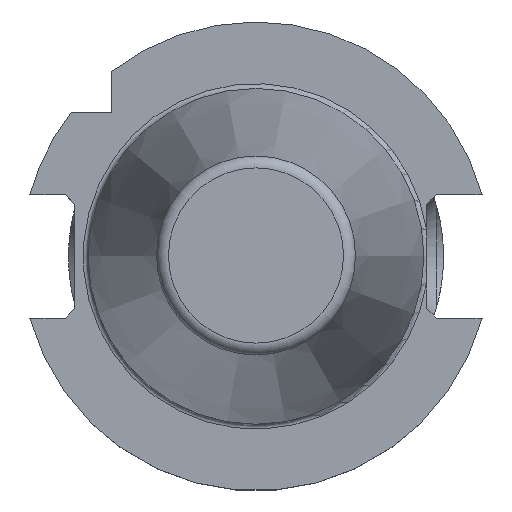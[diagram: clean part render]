
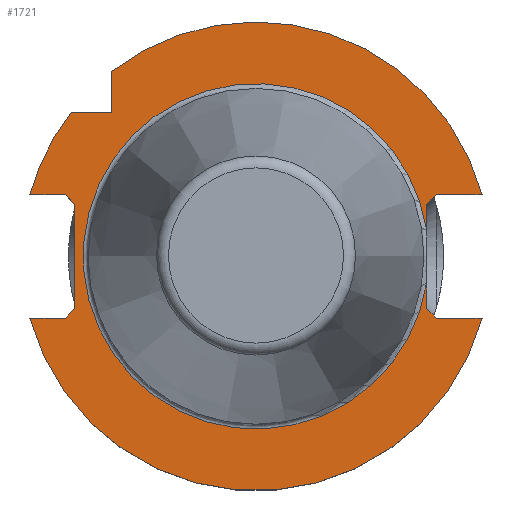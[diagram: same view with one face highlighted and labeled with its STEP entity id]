
A CAD part, top view. The second image highlights one B-rep face of the part: STEP entity #1721.
In plain terms, the highlighted planar face has unit normal (0, 0, 1).
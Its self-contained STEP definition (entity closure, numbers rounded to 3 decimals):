
#99=LINE('',#2944,#199);
#102=LINE('',#2952,#202);
#104=LINE('',#2966,#204);
#107=LINE('',#2983,#207);
#108=LINE('',#2984,#208);
#110=LINE('',#2988,#210);
#113=LINE('',#2994,#213);
#116=LINE('',#3011,#216);
#118=LINE('',#3015,#218);
#123=LINE('',#3098,#223);
#124=LINE('',#3106,#224);
#126=LINE('',#3110,#226);
#129=LINE('',#3118,#229);
#199=VECTOR('',#2281,1000.);
#202=VECTOR('',#2290,1000.);
#204=VECTOR('',#2294,1000.);
#207=VECTOR('',#2305,1000.);
#208=VECTOR('',#2306,1000.);
#210=VECTOR('',#2310,1000.);
#213=VECTOR('',#2315,1000.);
#216=VECTOR('',#2324,1000.);
#218=VECTOR('',#2328,1000.);
#223=VECTOR('',#2353,1000.);
#224=VECTOR('',#2364,1000.);
#226=VECTOR('',#2368,1000.);
#229=VECTOR('',#2377,1000.);
#298=PLANE('',#1916);
#372=CIRCLE('',#1884,48.75);
#373=CIRCLE('',#1888,35.925);
#375=CIRCLE('',#1894,48.75);
#382=CIRCLE('',#1914,48.75);
#851=ORIENTED_EDGE('',*,*,#1138,.F.);
#852=ORIENTED_EDGE('',*,*,#1137,.F.);
#853=ORIENTED_EDGE('',*,*,#1134,.T.);
#854=ORIENTED_EDGE('',*,*,#1132,.T.);
#855=ORIENTED_EDGE('',*,*,#1129,.T.);
#856=ORIENTED_EDGE('',*,*,#1110,.T.);
#857=ORIENTED_EDGE('',*,*,#1108,.T.);
#858=ORIENTED_EDGE('',*,*,#1106,.F.);
#859=ORIENTED_EDGE('',*,*,#1102,.T.);
#860=ORIENTED_EDGE('',*,*,#1099,.T.);
#861=ORIENTED_EDGE('',*,*,#1097,.T.);
#862=ORIENTED_EDGE('',*,*,#1094,.T.);
#863=ORIENTED_EDGE('',*,*,#1096,.T.);
#864=ORIENTED_EDGE('',*,*,#1090,.T.);
#865=ORIENTED_EDGE('',*,*,#1086,.T.);
#866=ORIENTED_EDGE('',*,*,#1084,.F.);
#867=ORIENTED_EDGE('',*,*,#1082,.F.);
#1082=EDGE_CURVE('',#1273,#1274,#99,.T.);
#1084=EDGE_CURVE('',#1274,#1275,#372,.T.);
#1086=EDGE_CURVE('',#1276,#1275,#102,.T.);
#1090=EDGE_CURVE('',#1279,#1276,#104,.T.);
#1094=EDGE_CURVE('',#1282,#1281,#373,.F.);
#1096=EDGE_CURVE('',#1281,#1279,#107,.T.);
#1097=EDGE_CURVE('',#1284,#1282,#108,.T.);
#1099=EDGE_CURVE('',#1285,#1284,#110,.T.);
#1102=EDGE_CURVE('',#1287,#1285,#113,.T.);
#1106=EDGE_CURVE('',#1287,#1289,#375,.T.);
#1108=EDGE_CURVE('',#1290,#1289,#116,.T.);
#1110=EDGE_CURVE('',#1291,#1290,#118,.T.);
#1129=EDGE_CURVE('',#1302,#1291,#123,.T.);
#1132=EDGE_CURVE('',#1305,#1302,#124,.T.);
#1134=EDGE_CURVE('',#1306,#1305,#126,.T.);
#1137=EDGE_CURVE('',#1306,#1307,#382,.T.);
#1138=EDGE_CURVE('',#1307,#1273,#129,.T.);
#1273=VERTEX_POINT('',#2943);
#1274=VERTEX_POINT('',#2945);
#1275=VERTEX_POINT('',#2949);
#1276=VERTEX_POINT('',#2953);
#1279=VERTEX_POINT('',#2967);
#1281=VERTEX_POINT('',#2977);
#1282=VERTEX_POINT('',#2978);
#1284=VERTEX_POINT('',#2985);
#1285=VERTEX_POINT('',#2989);
#1287=VERTEX_POINT('',#2995);
#1289=VERTEX_POINT('',#3008);
#1290=VERTEX_POINT('',#3012);
#1291=VERTEX_POINT('',#3016);
#1302=VERTEX_POINT('',#3095);
#1305=VERTEX_POINT('',#3107);
#1306=VERTEX_POINT('',#3111);
#1307=VERTEX_POINT('',#3115);
#1475=EDGE_LOOP('',(#851,#852,#853,#854,#855,#856,#857,#858,#859,#860,#861,
#862,#863,#864,#865,#866,#867));
#1592=FACE_BOUND('',#1475,.T.);
#1721=ADVANCED_FACE('',(#1592),#298,.T.);
#1884=AXIS2_PLACEMENT_3D('',#2948,#2285,#2286);
#1888=AXIS2_PLACEMENT_3D('',#2979,#2299,#2300);
#1894=AXIS2_PLACEMENT_3D('',#3007,#2319,#2320);
#1914=AXIS2_PLACEMENT_3D('',#3116,#2373,#2374);
#1916=AXIS2_PLACEMENT_3D('',#3119,#2378,#2379);
#2281=DIRECTION('',(0.,1.,0.));
#2285=DIRECTION('',(0.,0.,-1.));
#2286=DIRECTION('',(-1.,0.,0.));
#2290=DIRECTION('',(1.,0.,0.));
#2294=DIRECTION('',(0.707,0.707,0.));
#2299=DIRECTION('',(0.,0.,1.));
#2300=DIRECTION('',(1.,0.,0.));
#2305=DIRECTION('',(0.,1.,0.));
#2306=DIRECTION('',(0.,1.,0.));
#2310=DIRECTION('',(-0.707,0.707,0.));
#2315=DIRECTION('',(-1.,0.,0.));
#2319=DIRECTION('',(0.,0.,-1.));
#2320=DIRECTION('',(-1.,0.,0.));
#2324=DIRECTION('',(-1.,0.,0.));
#2328=DIRECTION('',(-0.707,-0.707,0.));
#2353=DIRECTION('',(0.,-1.,0.));
#2364=DIRECTION('',(0.707,-0.707,0.));
#2368=DIRECTION('',(1.,0.,0.));
#2373=DIRECTION('',(0.,0.,-1.));
#2374=DIRECTION('',(-1.,0.,0.));
#2377=DIRECTION('',(1.,0.,0.));
#2378=DIRECTION('',(0.,0.,1.));
#2379=DIRECTION('',(1.,0.,0.));
#2943=CARTESIAN_POINT('',(-30.,30.,-3.2));
#2944=CARTESIAN_POINT('',(-30.,0.,-3.2));
#2945=CARTESIAN_POINT('',(-30.,38.426,-3.2));
#2948=CARTESIAN_POINT('',(0.,0.,-3.2));
#2949=CARTESIAN_POINT('',(47.026,12.85,-3.2));
#2952=CARTESIAN_POINT('',(-34.925,12.85,-3.2));
#2953=CARTESIAN_POINT('',(37.5,12.85,-3.2));
#2966=CARTESIAN_POINT('',(-5.138,-29.787,-3.2));
#2967=CARTESIAN_POINT('',(35.5,10.85,-3.2));
#2977=CARTESIAN_POINT('',(35.5,5.51,-3.2));
#2978=CARTESIAN_POINT('',(35.5,-5.51,-3.2));
#2979=CARTESIAN_POINT('',(0.,0.,-3.2));
#2983=CARTESIAN_POINT('',(35.5,0.,-3.2));
#2984=CARTESIAN_POINT('',(35.5,0.,-3.2));
#2985=CARTESIAN_POINT('',(35.5,-10.85,-3.2));
#2988=CARTESIAN_POINT('',(-5.138,29.787,-3.2));
#2989=CARTESIAN_POINT('',(37.5,-12.85,-3.2));
#2994=CARTESIAN_POINT('',(-34.925,-12.85,-3.2));
#2995=CARTESIAN_POINT('',(47.026,-12.85,-3.2));
#3007=CARTESIAN_POINT('',(0.,0.,-3.2));
#3008=CARTESIAN_POINT('',(-47.026,-12.85,-3.2));
#3011=CARTESIAN_POINT('',(-34.925,-12.85,-3.2));
#3012=CARTESIAN_POINT('',(-39.7,-12.85,-3.2));
#3015=CARTESIAN_POINT('',(-30.888,-4.038,-3.2));
#3016=CARTESIAN_POINT('',(-37.7,-10.85,-3.2));
#3095=CARTESIAN_POINT('',(-37.7,10.85,-3.2));
#3098=CARTESIAN_POINT('',(-37.7,0.,-3.2));
#3106=CARTESIAN_POINT('',(-30.888,4.038,-3.2));
#3107=CARTESIAN_POINT('',(-39.7,12.85,-3.2));
#3110=CARTESIAN_POINT('',(-34.925,12.85,-3.2));
#3111=CARTESIAN_POINT('',(-47.026,12.85,-3.2));
#3115=CARTESIAN_POINT('',(-38.426,30.,-3.2));
#3116=CARTESIAN_POINT('',(0.,0.,-3.2));
#3118=CARTESIAN_POINT('',(-34.925,30.,-3.2));
#3119=CARTESIAN_POINT('',(-34.925,0.,-3.2));
